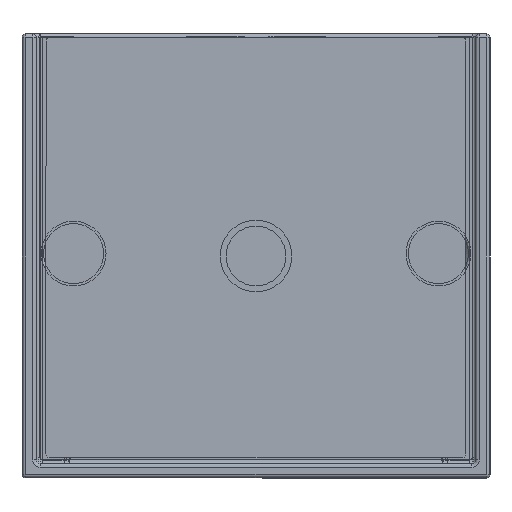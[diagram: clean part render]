
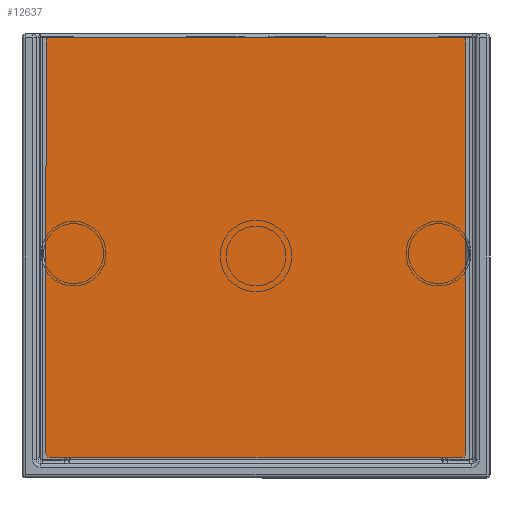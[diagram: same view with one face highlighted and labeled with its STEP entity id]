
A CAD part, front view. The second image highlights one B-rep face of the part: STEP entity #12637.
In plain terms, the highlighted planar face has unit normal (0, -1, 0).
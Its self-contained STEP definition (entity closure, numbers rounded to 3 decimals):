
#395=PLANE('',#13962);
#945=FACE_OUTER_BOUND('',#1732,.T.);
#1732=EDGE_LOOP('',(#10433,#10434,#10435,#10436,#10437,#10438,#10439,#10440));
#2758=LINE('',#21979,#3734);
#2761=LINE('',#21985,#3737);
#2762=LINE('',#21989,#3738);
#2763=LINE('',#21993,#3739);
#3734=VECTOR('',#17263,10.);
#3737=VECTOR('',#17268,10.);
#3738=VECTOR('',#17271,10.);
#3739=VECTOR('',#17274,10.);
#4559=CIRCLE('',#13959,0.3);
#4561=CIRCLE('',#13963,0.3);
#4562=CIRCLE('',#13964,0.3);
#4563=CIRCLE('',#13965,0.3);
#5685=VERTEX_POINT('',#21969);
#5686=VERTEX_POINT('',#21970);
#5689=VERTEX_POINT('',#21978);
#5691=VERTEX_POINT('',#21984);
#5692=VERTEX_POINT('',#21986);
#5693=VERTEX_POINT('',#21988);
#5694=VERTEX_POINT('',#21990);
#5695=VERTEX_POINT('',#21992);
#7308=EDGE_CURVE('',#5685,#5686,#4559,.T.);
#7312=EDGE_CURVE('',#5686,#5689,#2758,.T.);
#7315=EDGE_CURVE('',#5691,#5685,#2761,.T.);
#7316=EDGE_CURVE('',#5692,#5691,#4561,.T.);
#7317=EDGE_CURVE('',#5693,#5692,#2762,.T.);
#7318=EDGE_CURVE('',#5694,#5693,#4562,.T.);
#7319=EDGE_CURVE('',#5695,#5694,#2763,.T.);
#7320=EDGE_CURVE('',#5689,#5695,#4563,.T.);
#10433=ORIENTED_EDGE('',*,*,#7308,.F.);
#10434=ORIENTED_EDGE('',*,*,#7315,.F.);
#10435=ORIENTED_EDGE('',*,*,#7316,.F.);
#10436=ORIENTED_EDGE('',*,*,#7317,.F.);
#10437=ORIENTED_EDGE('',*,*,#7318,.F.);
#10438=ORIENTED_EDGE('',*,*,#7319,.F.);
#10439=ORIENTED_EDGE('',*,*,#7320,.F.);
#10440=ORIENTED_EDGE('',*,*,#7312,.F.);
#12637=ADVANCED_FACE('',(#945),#395,.T.);
#13959=AXIS2_PLACEMENT_3D('',#21971,#17255,#17256);
#13962=AXIS2_PLACEMENT_3D('',#21983,#17266,#17267);
#13963=AXIS2_PLACEMENT_3D('',#21987,#17269,#17270);
#13964=AXIS2_PLACEMENT_3D('',#21991,#17272,#17273);
#13965=AXIS2_PLACEMENT_3D('',#21994,#17275,#17276);
#17255=DIRECTION('center_axis',(0.,1.,0.));
#17256=DIRECTION('ref_axis',(-0.707,0.,-0.707));
#17263=DIRECTION('',(0.,0.,1.));
#17266=DIRECTION('center_axis',(0.,-1.,0.));
#17267=DIRECTION('ref_axis',(0.,0.,
-1.));
#17268=DIRECTION('',(-1.,0.,0.));
#17269=DIRECTION('center_axis',(0.,1.,0.));
#17270=DIRECTION('ref_axis',(0.707,0.,-0.707));
#17271=DIRECTION('',(0.,0.,-1.));
#17272=DIRECTION('center_axis',(0.,1.,0.));
#17273=DIRECTION('ref_axis',(0.707,0.,0.707));
#17274=DIRECTION('',(1.,0.,0.));
#17275=DIRECTION('center_axis',(0.,1.,0.));
#17276=DIRECTION('ref_axis',(-0.707,0.,0.707));
#21969=CARTESIAN_POINT('',(-17.2,-287.8,-35.1));
#21970=CARTESIAN_POINT('',(-17.5,-287.8,-34.8));
#21971=CARTESIAN_POINT('Origin',(-17.2,-287.8,-34.8));
#21978=CARTESIAN_POINT('',(-17.5,-287.8,-0.4));
#21979=CARTESIAN_POINT('',(-17.5,-287.8,-35.1));
#21983=CARTESIAN_POINT('Origin',(0.,-287.8,-17.6));
#21984=CARTESIAN_POINT('',(17.2,-287.8,-35.1));
#21985=CARTESIAN_POINT('',(17.5,-287.8,-35.1));
#21986=CARTESIAN_POINT('',(17.5,-287.8,-34.8));
#21987=CARTESIAN_POINT('Origin',(17.2,-287.8,-34.8));
#21988=CARTESIAN_POINT('',(17.5,-287.8,-0.4));
#21989=CARTESIAN_POINT('',(17.5,-287.8,-0.1));
#21990=CARTESIAN_POINT('',(17.2,-287.8,-0.1));
#21991=CARTESIAN_POINT('Origin',(17.2,-287.8,-0.4));
#21992=CARTESIAN_POINT('',(-17.2,-287.8,-0.1));
#21993=CARTESIAN_POINT('',(-17.5,-287.8,-0.1));
#21994=CARTESIAN_POINT('Origin',(-17.2,-287.8,-0.4));
